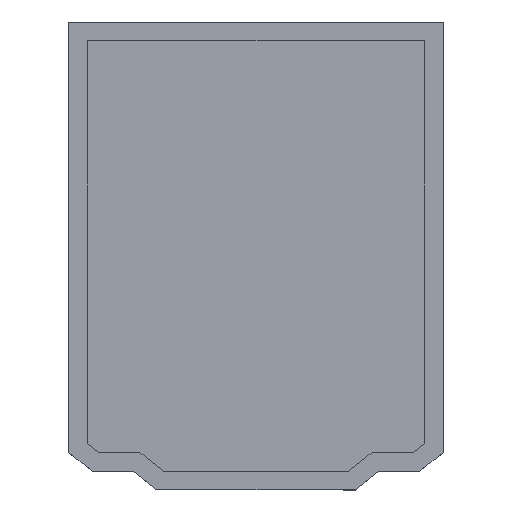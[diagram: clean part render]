
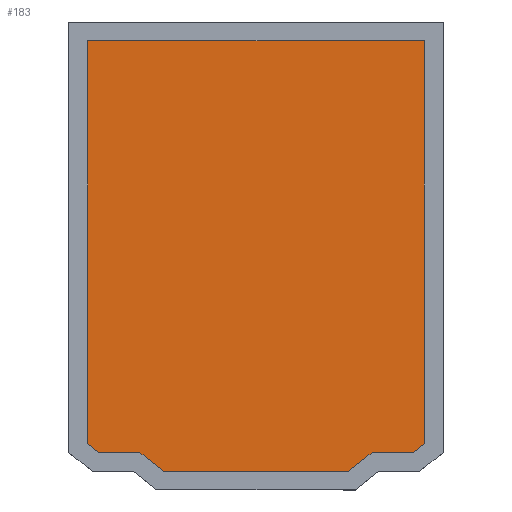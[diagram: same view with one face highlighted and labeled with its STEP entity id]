
A CAD part, top view. The second image highlights one B-rep face of the part: STEP entity #183.
In plain terms, the highlighted planar face has unit normal (0, 0, 1).
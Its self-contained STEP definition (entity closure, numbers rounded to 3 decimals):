
#6 = CARTESIAN_POINT ( 'NONE',  ( -60.866, -123.7, 101.903 ) ) ;
#31 = DIRECTION ( 'NONE',  ( 1., 0., 0. ) ) ;
#36 = CARTESIAN_POINT ( 'NONE',  ( 78.644, -108.896, 101.903 ) ) ;
#40 = VERTEX_POINT ( 'NONE', #420 ) ;
#41 = ORIENTED_EDGE ( 'NONE', *, *, #510, .T. ) ;
#54 = AXIS2_PLACEMENT_3D ( 'NONE', #138, #592, #31 ) ;
#80 = VECTOR ( 'NONE', #569, 1000. ) ;
#96 = EDGE_CURVE ( 'NONE', #538, #540, #570, .T. ) ;
#126 = VECTOR ( 'NONE', #317, 1000. ) ;
#135 = VERTEX_POINT ( 'NONE', #529 ) ;
#138 = CARTESIAN_POINT ( 'NONE',  ( 0., 0., 101.903 ) ) ;
#144 = CARTESIAN_POINT ( 'NONE',  ( -73.356, -113.7, 101.903 ) ) ;
#160 = DIRECTION ( 'NONE',  ( -1., 0., 0. ) ) ;
#167 = ORIENTED_EDGE ( 'NONE', *, *, #223, .T. ) ;
#169 = LINE ( 'NONE', #734, #668 ) ;
#179 = LINE ( 'NONE', #466, #126 ) ;
#181 = DIRECTION ( 'NONE',  ( 0.781, -0.625, 0. ) ) ;
#183 = ADVANCED_FACE ( 'NONE', ( #369 ), #313, .T. ) ;
#186 = VERTEX_POINT ( 'NONE', #479 ) ;
#214 = CARTESIAN_POINT ( 'NONE',  ( 38.154, -123.7, 101.903 ) ) ;
#221 = VECTOR ( 'NONE', #181, 1000. ) ;
#223 = EDGE_CURVE ( 'NONE', #135, #696, #306, .T. ) ;
#239 = CARTESIAN_POINT ( 'NONE',  ( 50.644, -113.7, 101.903 ) ) ;
#245 = DIRECTION ( 'NONE',  ( 0.781, 0.625, 0. ) ) ;
#253 = ORIENTED_EDGE ( 'NONE', *, *, #521, .T. ) ;
#262 = DIRECTION ( 'NONE',  ( 0., 1., 0. ) ) ;
#263 = ORIENTED_EDGE ( 'NONE', *, *, #446, .T. ) ;
#288 = VECTOR ( 'NONE', #442, 1000. ) ;
#292 = ORIENTED_EDGE ( 'NONE', *, *, #96, .T. ) ;
#296 = ORIENTED_EDGE ( 'NONE', *, *, #674, .T. ) ;
#299 = ORIENTED_EDGE ( 'NONE', *, *, #614, .T. ) ;
#301 = VECTOR ( 'NONE', #546, 1000. ) ;
#306 = LINE ( 'NONE', #144, #301 ) ;
#311 = CARTESIAN_POINT ( 'NONE',  ( 78.644, 106.3, 101.903 ) ) ;
#313 = PLANE ( 'NONE',  #54 ) ;
#317 = DIRECTION ( 'NONE',  ( 1., 0., 0. ) ) ;
#318 = ORIENTED_EDGE ( 'NONE', *, *, #372, .T. ) ;
#329 = CARTESIAN_POINT ( 'NONE',  ( -101.356, 106.3, 101.903 ) ) ;
#353 = VECTOR ( 'NONE', #262, 1000. ) ;
#355 = EDGE_CURVE ( 'NONE', #710, #40, #571, .T. ) ;
#360 = CARTESIAN_POINT ( 'NONE',  ( 78.644, 106.3, 101.903 ) ) ;
#369 = FACE_OUTER_BOUND ( 'NONE', #587, .T. ) ;
#372 = EDGE_CURVE ( 'NONE', #696, #186, #650, .T. ) ;
#395 = LINE ( 'NONE', #563, #288 ) ;
#410 = VERTEX_POINT ( 'NONE', #360 ) ;
#420 = CARTESIAN_POINT ( 'NONE',  ( -101.356, -108.896, 101.903 ) ) ;
#438 = VECTOR ( 'NONE', #245, 1000. ) ;
#442 = DIRECTION ( 'NONE',  ( 0.781, -0.625, 0. ) ) ;
#446 = EDGE_CURVE ( 'NONE', #642, #632, #169, .T. ) ;
#447 = LINE ( 'NONE', #678, #659 ) ;
#448 = CARTESIAN_POINT ( 'NONE',  ( -73.356, -113.7, 101.903 ) ) ;
#466 = CARTESIAN_POINT ( 'NONE',  ( 72.644, -113.7, 101.903 ) ) ;
#479 = CARTESIAN_POINT ( 'NONE',  ( -60.866, -123.7, 101.903 ) ) ;
#484 = ORIENTED_EDGE ( 'NONE', *, *, #504, .T. ) ;
#504 = EDGE_CURVE ( 'NONE', #410, #710, #447, .T. ) ;
#507 = VECTOR ( 'NONE', #699, 1000. ) ;
#510 = EDGE_CURVE ( 'NONE', #186, #538, #683, .T. ) ;
#519 = DIRECTION ( 'NONE',  ( 0.781, 0.625, 0. ) ) ;
#521 = EDGE_CURVE ( 'NONE', #40, #135, #395, .T. ) ;
#529 = CARTESIAN_POINT ( 'NONE',  ( -95.356, -113.7, 101.903 ) ) ;
#538 = VERTEX_POINT ( 'NONE', #627 ) ;
#540 = VERTEX_POINT ( 'NONE', #622 ) ;
#546 = DIRECTION ( 'NONE',  ( 1., 0., 0. ) ) ;
#563 = CARTESIAN_POINT ( 'NONE',  ( -95.356, -113.7, 101.903 ) ) ;
#569 = DIRECTION ( 'NONE',  ( 1., 0., 0. ) ) ;
#570 = LINE ( 'NONE', #239, #438 ) ;
#571 = LINE ( 'NONE', #645, #507 ) ;
#587 = EDGE_LOOP ( 'NONE', ( #484, #625, #253, #167, #318, #41, #292, #299, #263, #296 ) ) ;
#592 = DIRECTION ( 'NONE',  ( 0., 0., 1. ) ) ;
#603 = LINE ( 'NONE', #311, #353 ) ;
#614 = EDGE_CURVE ( 'NONE', #540, #642, #179, .T. ) ;
#622 = CARTESIAN_POINT ( 'NONE',  ( 50.644, -113.7, 101.903 ) ) ;
#625 = ORIENTED_EDGE ( 'NONE', *, *, #355, .T. ) ;
#627 = CARTESIAN_POINT ( 'NONE',  ( 38.154, -123.7, 101.903 ) ) ;
#632 = VERTEX_POINT ( 'NONE', #36 ) ;
#642 = VERTEX_POINT ( 'NONE', #665 ) ;
#645 = CARTESIAN_POINT ( 'NONE',  ( -101.356, -108.896, 101.903 ) ) ;
#650 = LINE ( 'NONE', #6, #221 ) ;
#659 = VECTOR ( 'NONE', #160, 1000. ) ;
#665 = CARTESIAN_POINT ( 'NONE',  ( 72.644, -113.7, 101.903 ) ) ;
#668 = VECTOR ( 'NONE', #519, 1000. ) ;
#674 = EDGE_CURVE ( 'NONE', #632, #410, #603, .T. ) ;
#678 = CARTESIAN_POINT ( 'NONE',  ( -101.356, 106.3, 101.903 ) ) ;
#683 = LINE ( 'NONE', #214, #80 ) ;
#696 = VERTEX_POINT ( 'NONE', #448 ) ;
#699 = DIRECTION ( 'NONE',  ( 0., -1., 0. ) ) ;
#710 = VERTEX_POINT ( 'NONE', #329 ) ;
#734 = CARTESIAN_POINT ( 'NONE',  ( 78.644, -108.896, 101.903 ) ) ;
